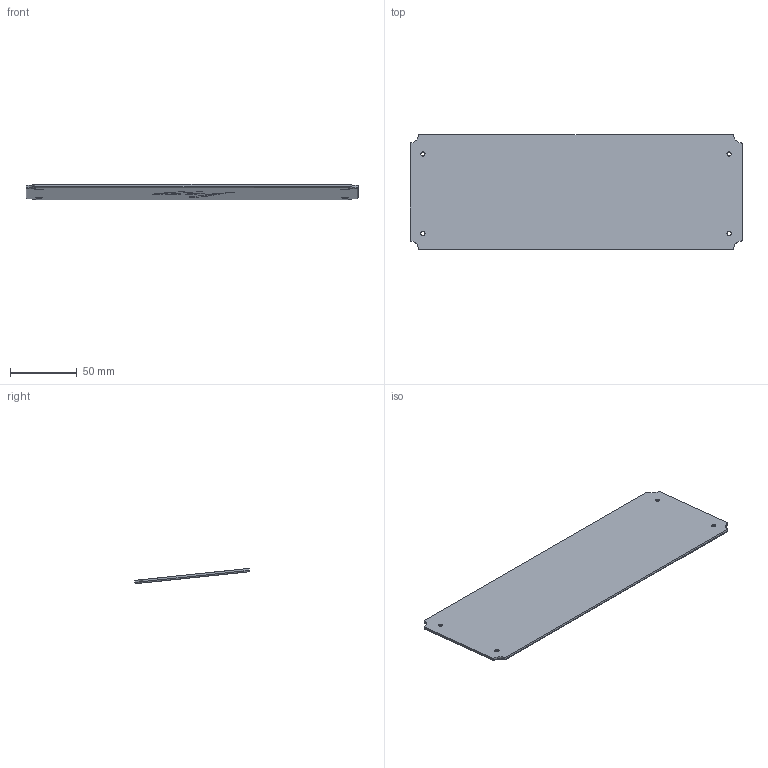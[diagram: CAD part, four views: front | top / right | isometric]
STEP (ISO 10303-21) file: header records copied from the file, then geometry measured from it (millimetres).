
FILE_DESCRIPTION(/* description */ (''),/* implementation_level */ '2;1');
FILE_NAME(/* name */ 'backplate.step',/* time_stamp */ '2023-03-25T21:56:53+07:00',/* author */ (''),/* organization */ (''),/* preprocessor_version */ 'ST-DEVELOPER v19.2',/* originating_system */ 'Autodesk Translation Framework v11.17.0.187',/* authorisation */ '');
FILE_SCHEMA (('AUTOMOTIVE_DESIGN { 1 0 10303 214 3 1 1 }'));
Length unit declared in the file: millimetre
Products named in the file (1): (Unsaved)
Bounding box: 249.35 x 86.16 x 11.43 mm (x, y, z)
Volume: 53092.2 mm3; surface area: 44483 mm2
Topology: 1 solids, 1 shells, 185 faces, 508 edges, 324 vertices
Faces by surface type: bspline 136, plane 21, cylinder 20, torus 4, cone 4
Full cylindrical faces by diameter (mm): 3.2 x4
Entity records: 6568 total; most frequent: CARTESIAN_POINT 3197, ORIENTED_EDGE 1000, EDGE_CURVE 500, DIRECTION 350, VERTEX_POINT 324, EDGE_LOOP 200, FACE_OUTER_BOUND 185, ADVANCED_FACE 185
